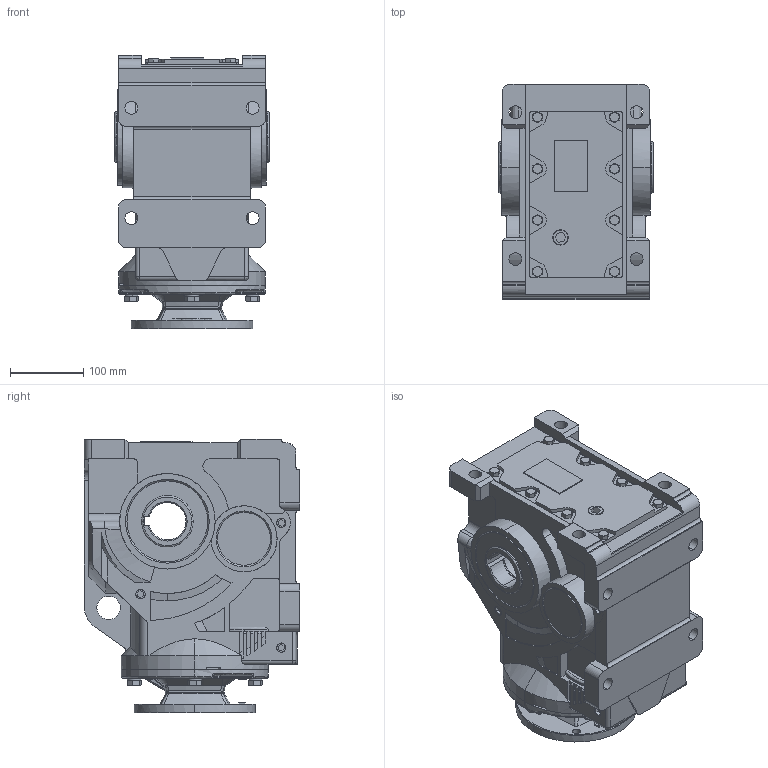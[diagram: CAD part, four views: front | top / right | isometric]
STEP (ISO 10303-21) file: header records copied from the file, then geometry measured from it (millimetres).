
FILE_DESCRIPTION (( 'STEP AP214' ), '1' );
FILE_NAME ('HBR-77-080-B.step', '2019-04-01T14:37:45', ( '' ), ( '' ), 'SwSTEP 2.0', 'SolidWorks 2018', '' );
FILE_SCHEMA (( 'AUTOMOTIVE_DESIGN' ));
Length unit declared in the file: inch
Products named in the file (1): HBR-77-080-B
Bounding box: 210 x 293 x 373 mm (x, y, z)
Volume: 5260787.2 mm3; surface area: 1191973.3 mm2
Topology: 44 solids, 44 shells, 2018 faces, 5378 edges, 3494 vertices
Faces by surface type: plane 886, cylinder 704, cone 289, bspline 139
Entity records: 81804 total; most frequent: CARTESIAN_POINT 32246, ORIENTED_EDGE 10688, DIRECTION 9619, EDGE_CURVE 5344, AXIS2_PLACEMENT_3D 3596, VERTEX_POINT 3494, LINE 2427, VECTOR 2427
